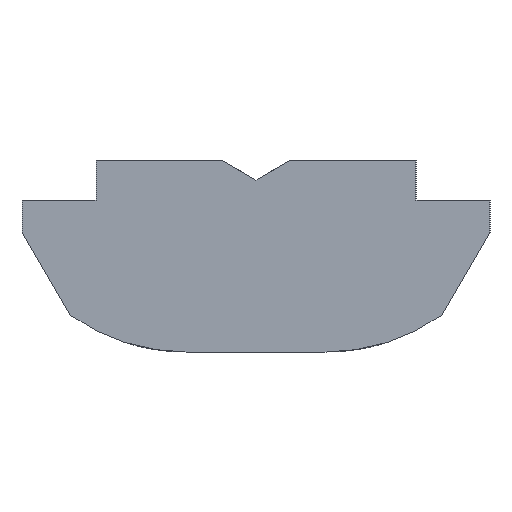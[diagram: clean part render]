
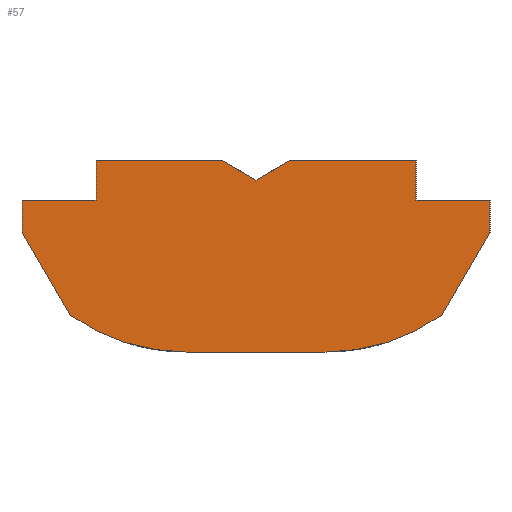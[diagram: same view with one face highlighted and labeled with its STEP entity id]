
A CAD part, left-side view. The second image highlights one B-rep face of the part: STEP entity #57.
In plain terms, the highlighted planar face has unit normal (-1, 0, 0).
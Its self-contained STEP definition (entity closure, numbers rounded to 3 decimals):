
#57=ADVANCED_FACE('',(#130),#131,.F.);
#130=FACE_OUTER_BOUND('',#216,.T.);
#131=PLANE('',#217);
#216=EDGE_LOOP('',(#315,#316,#317,#318,#319,#320,#321,#322,#323,#324,#325,#326,#327,#328,#329));
#217=AXIS2_PLACEMENT_3D('',#330,#331,#332);
#315=ORIENTED_EDGE('',*,*,#553,.T.);
#316=ORIENTED_EDGE('',*,*,#554,.F.);
#317=ORIENTED_EDGE('',*,*,#555,.F.);
#318=ORIENTED_EDGE('',*,*,#556,.F.);
#319=ORIENTED_EDGE('',*,*,#557,.F.);
#320=ORIENTED_EDGE('',*,*,#558,.F.);
#321=ORIENTED_EDGE('',*,*,#559,.F.);
#322=ORIENTED_EDGE('',*,*,#560,.F.);
#323=ORIENTED_EDGE('',*,*,#561,.F.);
#324=ORIENTED_EDGE('',*,*,#562,.F.);
#325=ORIENTED_EDGE('',*,*,#563,.F.);
#326=ORIENTED_EDGE('',*,*,#564,.F.);
#327=ORIENTED_EDGE('',*,*,#565,.F.);
#328=ORIENTED_EDGE('',*,*,#566,.F.);
#329=ORIENTED_EDGE('',*,*,#567,.T.);
#330=CARTESIAN_POINT('',(-8.0,0.0,0.0));
#331=DIRECTION('',(1.0,0.0,0.0));
#332=DIRECTION('',(0.0,1.0,-0.0));
#553=EDGE_CURVE('',#664,#665,#666,.T.);
#554=EDGE_CURVE('',#667,#665,#668,.T.);
#555=EDGE_CURVE('',#669,#667,#670,.T.);
#556=EDGE_CURVE('',#671,#669,#672,.T.);
#557=EDGE_CURVE('',#673,#671,#674,.T.);
#558=EDGE_CURVE('',#675,#673,#676,.T.);
#559=EDGE_CURVE('',#677,#675,#678,.T.);
#560=EDGE_CURVE('',#679,#677,#680,.T.);
#561=EDGE_CURVE('',#681,#679,#682,.T.);
#562=EDGE_CURVE('',#683,#681,#684,.T.);
#563=EDGE_CURVE('',#685,#683,#686,.T.);
#564=EDGE_CURVE('',#687,#685,#688,.T.);
#565=EDGE_CURVE('',#689,#687,#690,.T.);
#566=EDGE_CURVE('',#691,#689,#692,.T.);
#567=EDGE_CURVE('',#691,#664,#693,.T.);
#664=VERTEX_POINT('',#845);
#665=VERTEX_POINT('',#846);
#666=LINE('',#847,#848);
#667=VERTEX_POINT('',#849);
#668=LINE('',#850,#851);
#669=VERTEX_POINT('',#852);
#670=LINE('',#853,#854);
#671=VERTEX_POINT('',#855);
#672=LINE('',#856,#857);
#673=VERTEX_POINT('',#858);
#674=LINE('',#859,#860);
#675=VERTEX_POINT('',#861);
#676=LINE('',#862,#863);
#677=VERTEX_POINT('',#864);
#678=CIRCLE('',#865,5.0);
#679=VERTEX_POINT('',#866);
#680=LINE('',#867,#868);
#681=VERTEX_POINT('',#869);
#682=CIRCLE('',#870,5.0);
#683=VERTEX_POINT('',#871);
#684=LINE('',#872,#873);
#685=VERTEX_POINT('',#874);
#686=LINE('',#875,#876);
#687=VERTEX_POINT('',#877);
#688=LINE('',#878,#879);
#689=VERTEX_POINT('',#880);
#690=LINE('',#881,#882);
#691=VERTEX_POINT('',#883);
#692=LINE('',#884,#885);
#693=LINE('',#886,#887);
#845=CARTESIAN_POINT('',(-8.0,0.0,0.5));
#846=CARTESIAN_POINT('',(-8.0,0.866,1.0));
#847=CARTESIAN_POINT('',(-8.0,0.0,0.5));
#848=VECTOR('',#1057,1.0);
#849=CARTESIAN_POINT('',(-8.0,4.0,1.0));
#850=CARTESIAN_POINT('',(-8.0,4.0,1.0));
#851=VECTOR('',#1058,3.134);
#852=CARTESIAN_POINT('',(-8.0,4.0,0.0));
#853=CARTESIAN_POINT('',(-8.0,4.0,0.0));
#854=VECTOR('',#1059,1.0);
#855=CARTESIAN_POINT('',(-8.0,5.85,0.0));
#856=CARTESIAN_POINT('',(-8.0,5.85,0.0));
#857=VECTOR('',#1060,1.85);
#858=CARTESIAN_POINT('',(-8.0,5.85,-0.8));
#859=CARTESIAN_POINT('',(-8.0,5.85,-0.8));
#860=VECTOR('',#1061,0.8);
#861=CARTESIAN_POINT('',(-8.0,4.655,-2.869));
#862=CARTESIAN_POINT('',(-8.0,4.655,-2.869));
#863=VECTOR('',#1062,2.389);
#864=CARTESIAN_POINT('',(-8.0,1.75,-3.8));
#865=AXIS2_PLACEMENT_3D('',#1063,#1064,#1065);
#866=CARTESIAN_POINT('',(-8.0,-1.75,-3.8));
#867=CARTESIAN_POINT('',(-8.0,-1.75,-3.8));
#868=VECTOR('',#1066,3.5);
#869=CARTESIAN_POINT('',(-8.0,-4.655,-2.869));
#870=AXIS2_PLACEMENT_3D('',#1067,#1068,#1069);
#871=CARTESIAN_POINT('',(-8.0,-5.85,-0.8));
#872=CARTESIAN_POINT('',(-8.0,-5.85,-0.8));
#873=VECTOR('',#1070,2.389);
#874=CARTESIAN_POINT('',(-8.0,-5.85,0.0));
#875=CARTESIAN_POINT('',(-8.0,-5.85,0.0));
#876=VECTOR('',#1071,0.8);
#877=CARTESIAN_POINT('',(-8.0,-4.0,0.0));
#878=CARTESIAN_POINT('',(-8.0,-4.0,0.0));
#879=VECTOR('',#1072,1.85);
#880=CARTESIAN_POINT('',(-8.0,-4.0,1.0));
#881=CARTESIAN_POINT('',(-8.0,-4.0,1.0));
#882=VECTOR('',#1073,1.0);
#883=CARTESIAN_POINT('',(-8.0,-0.866,1.0));
#884=CARTESIAN_POINT('',(-8.0,-0.866,1.0));
#885=VECTOR('',#1074,3.134);
#886=CARTESIAN_POINT('',(-8.0,-0.866,1.0));
#887=VECTOR('',#1075,1.0);
#1057=DIRECTION('',(0.0,0.866,0.5));
#1058=DIRECTION('',(0.0,-1.0,0.0));
#1059=DIRECTION('',(0.0,0.0,1.0));
#1060=DIRECTION('',(0.0,-1.0,0.0));
#1061=DIRECTION('',(0.0,0.0,1.0));
#1062=DIRECTION('',(0.0,0.5,0.866));
#1063=CARTESIAN_POINT('',(-8.0,1.75,1.2));
#1064=DIRECTION('',(1.0,0.0,0.0));
#1065=DIRECTION('',(0.0,0.0,-1.0));
#1066=DIRECTION('',(0.0,1.0,0.0));
#1067=CARTESIAN_POINT('',(-8.0,-1.75,1.2));
#1068=DIRECTION('',(1.0,0.,0.));
#1069=DIRECTION('',(0.,-0.581,-0.814));
#1070=DIRECTION('',(0.0,0.5,-0.866));
#1071=DIRECTION('',(0.0,0.0,-1.0));
#1072=DIRECTION('',(0.0,-1.0,0.0));
#1073=DIRECTION('',(0.0,0.0,-1.0));
#1074=DIRECTION('',(0.0,-1.0,0.0));
#1075=DIRECTION('',(0.0,0.866,-0.5));
